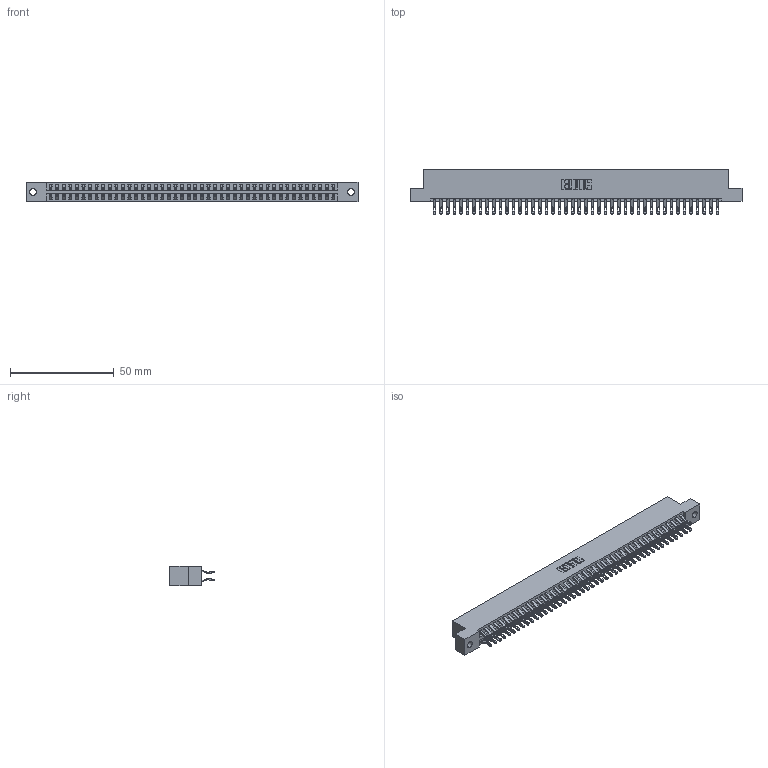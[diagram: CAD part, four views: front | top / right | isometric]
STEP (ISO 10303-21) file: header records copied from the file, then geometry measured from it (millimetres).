
FILE_DESCRIPTION (( 'STEP AP203' ), '1' );
FILE_NAME ('396-088-555-202.STEP', '2019-10-31T01:26:31', ( '' ), ( '' ), 'SwSTEP 2.0', 'SolidWorks 2016', '' );
FILE_SCHEMA (( 'CONFIG_CONTROL_DESIGN' ));
Length unit declared in the file: inch
Products named in the file (3): 346 Part_Flush Mounting Lugs - 0.128 Dia; 345-292-001_555 Tail; 396-088-555-202
Assembly tree (89 placements, depth 2):
  396-088-555-202
    346 Part_Flush Mounting Lugs - 0.128 Dia
    345-292-001_555 Tail  x88
Bounding box: 160.27 x 21.46 x 9.4 mm (x, y, z)
Volume: 15862.8 mm3; surface area: 22476.5 mm2
Topology: 89 solids, 89 shells, 5226 faces, 16433 edges, 10954 vertices
Faces by surface type: plane 2980, cylinder 2246
Entity records: 28775 total; most frequent: CARTESIAN_POINT 4774, ORIENTED_EDGE 4678, DIRECTION 4227, EDGE_CURVE 2339, VECTOR 2011, LINE 2011, VERTEX_POINT 1558, AXIS2_PLACEMENT_3D 1108
